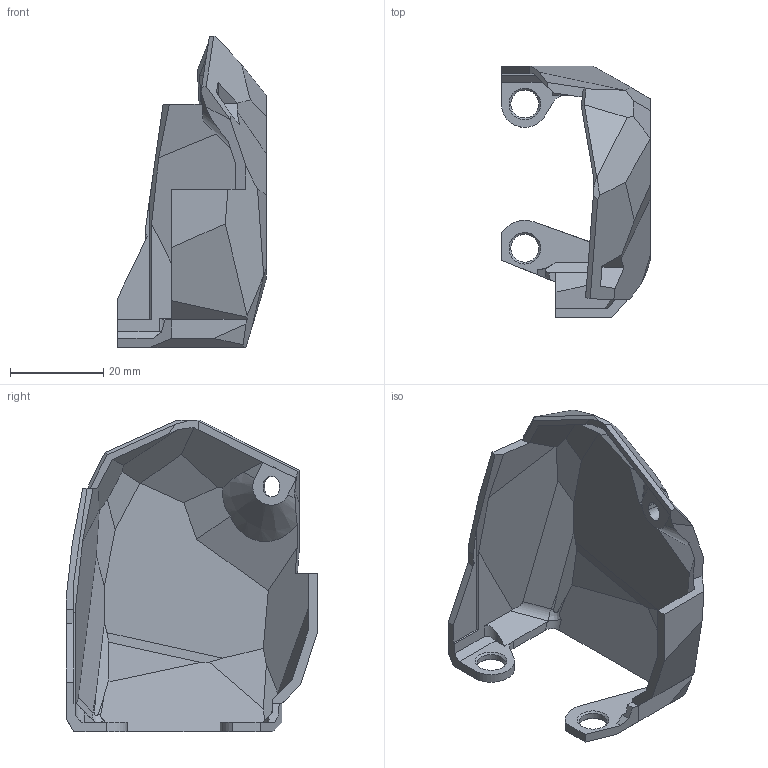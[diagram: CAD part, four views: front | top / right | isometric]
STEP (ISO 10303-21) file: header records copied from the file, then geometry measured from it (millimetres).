
FILE_DESCRIPTION (( 'STEP AP203' ), '1' );
FILE_NAME ('LGX_Stealthburner_Cover-r00g - noPCB.STEP', '2022-11-21T00:06:21', ( '' ), ( '' ), 'SwSTEP 2.0', 'SolidWorks 2022', '' );
FILE_SCHEMA (( 'CONFIG_CONTROL_DESIGN' ));
Length unit declared in the file: millimetre
Products named in the file (1): LGX_Stealthburner_Cover-r00g - noPCB
Bounding box: 32 x 54.1 x 66.9 mm (x, y, z)
Volume: 10527.8 mm3; surface area: 10926.6 mm2
Topology: 1 solids, 1 shells, 140 faces, 397 edges, 262 vertices
Faces by surface type: plane 120, cylinder 14, cone 5, bspline 1
Full cylindrical faces by diameter (mm): 6 x2
Entity records: 4621 total; most frequent: CARTESIAN_POINT 967, ORIENTED_EDGE 782, DIRECTION 667, EDGE_CURVE 391, VECTOR 347, LINE 347, VERTEX_POINT 262, AXIS2_PLACEMENT_3D 160
